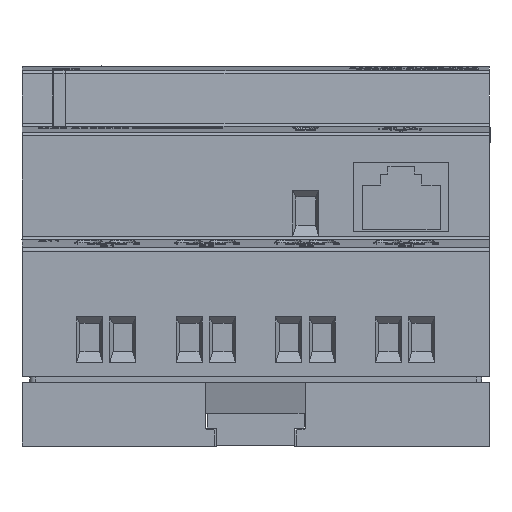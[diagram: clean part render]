
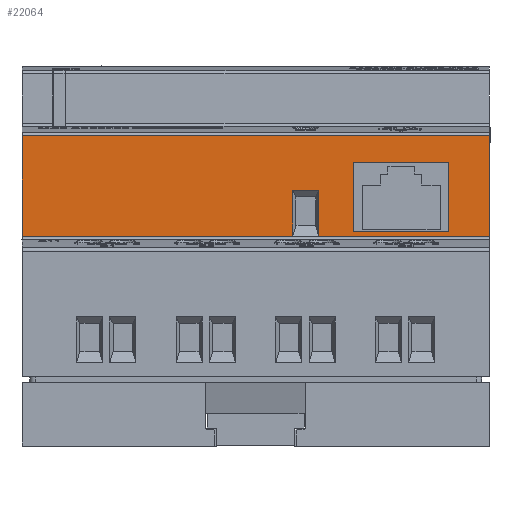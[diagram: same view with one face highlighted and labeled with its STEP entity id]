
A CAD part, front view. The second image highlights one B-rep face of the part: STEP entity #22064.
In plain terms, the highlighted face is planar.
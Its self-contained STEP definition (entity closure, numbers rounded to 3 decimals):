
#21728=FACE_BOUND('',#28707,.T.);
#21729=FACE_BOUND('',#28708,.T.);
#21730=FACE_BOUND('',#28709,.T.);
#22064=ADVANCED_FACE('',(#21728,#21729,#21730),#24562,.T.);
#24562=PLANE('',#61975);
#28707=EDGE_LOOP('',(#31848,#31849,#31850,#31851));
#28708=EDGE_LOOP('',(#31852,#31853,#31854,#31855));
#28709=EDGE_LOOP('',(#31856,#31857,#31858,#31859));
#31848=ORIENTED_EDGE('',*,*,#48358,.F.);
#31849=ORIENTED_EDGE('',*,*,#48359,.F.);
#31850=ORIENTED_EDGE('',*,*,#48360,.F.);
#31851=ORIENTED_EDGE('',*,*,#48361,.F.);
#31852=ORIENTED_EDGE('',*,*,#48362,.T.);
#31853=ORIENTED_EDGE('',*,*,#48363,.T.);
#31854=ORIENTED_EDGE('',*,*,#48364,.T.);
#31855=ORIENTED_EDGE('',*,*,#48365,.T.);
#31856=ORIENTED_EDGE('',*,*,#48366,.F.);
#31857=ORIENTED_EDGE('',*,*,#48357,.F.);
#31858=ORIENTED_EDGE('',*,*,#47968,.T.);
#31859=ORIENTED_EDGE('',*,*,#48367,.T.);
#43844=VERTEX_POINT('',#77136);
#43845=VERTEX_POINT('',#77138);
#44195=VERTEX_POINT('',#78336);
#44196=VERTEX_POINT('',#78340);
#44197=VERTEX_POINT('',#78341);
#44198=VERTEX_POINT('',#78343);
#44199=VERTEX_POINT('',#78345);
#44200=VERTEX_POINT('',#78348);
#44201=VERTEX_POINT('',#78349);
#44202=VERTEX_POINT('',#78351);
#44203=VERTEX_POINT('',#78353);
#44204=VERTEX_POINT('',#78356);
#47968=EDGE_CURVE('',#43845,#43844,#54175,.T.);
#48357=EDGE_CURVE('',#43845,#44195,#54440,.T.);
#48358=EDGE_CURVE('',#44196,#44197,#54441,.T.);
#48359=EDGE_CURVE('',#44198,#44196,#54442,.T.);
#48360=EDGE_CURVE('',#44199,#44198,#54443,.T.);
#48361=EDGE_CURVE('',#44197,#44199,#54444,.T.);
#48362=EDGE_CURVE('',#44200,#44201,#54445,.T.);
#48363=EDGE_CURVE('',#44201,#44202,#54446,.T.);
#48364=EDGE_CURVE('',#44202,#44203,#54447,.T.);
#48365=EDGE_CURVE('',#44203,#44200,#54448,.T.);
#48366=EDGE_CURVE('',#44195,#44204,#54449,.T.);
#48367=EDGE_CURVE('',#43844,#44204,#54450,.T.);
#54175=LINE('',#77137,#57828);
#54440=LINE('',#78337,#58093);
#54441=LINE('',#78339,#58094);
#54442=LINE('',#78342,#58095);
#54443=LINE('',#78344,#58096);
#54444=LINE('',#78346,#58097);
#54445=LINE('',#78347,#58098);
#54446=LINE('',#78350,#58099);
#54447=LINE('',#78352,#58100);
#54448=LINE('',#78354,#58101);
#54449=LINE('',#78355,#58102);
#54450=LINE('',#78357,#58103);
#57828=VECTOR('',#65631,1.);
#58093=VECTOR('',#66144,1.);
#58094=VECTOR('',#66147,1.);
#58095=VECTOR('',#66148,1.);
#58096=VECTOR('',#66149,1.);
#58097=VECTOR('',#66150,1.);
#58098=VECTOR('',#66151,1.);
#58099=VECTOR('',#66152,1.);
#58100=VECTOR('',#66153,1.);
#58101=VECTOR('',#66154,1.);
#58102=VECTOR('',#66155,1.);
#58103=VECTOR('',#66156,1.);
#61975=AXIS2_PLACEMENT_3D('',#78358,#66157,#66158);
#65631=DIRECTION('',(0.,-1.,0.));
#66144=DIRECTION('',(1.,0.,0.));
#66147=DIRECTION('',(0.,-1.,0.));
#66148=DIRECTION('',(-1.,0.,0.));
#66149=DIRECTION('',(0.,1.,0.));
#66150=DIRECTION('',(1.,0.,0.));
#66151=DIRECTION('',(-1.,0.,0.));
#66152=DIRECTION('',(0.,1.,0.));
#66153=DIRECTION('',(1.,0.,0.));
#66154=DIRECTION('',(0.,-1.,0.));
#66155=DIRECTION('',(0.,-1.,0.));
#66156=DIRECTION('',(1.,0.,0.));
#66157=DIRECTION('',(0.,0.,1.));
#66158=DIRECTION('',(0.,-1.,0.));
#77136=CARTESIAN_POINT('',(-35.75,27.05,34.));
#77137=CARTESIAN_POINT('',(-35.75,42.495,34.));
#77138=CARTESIAN_POINT('',(-35.75,42.495,34.));
#78336=CARTESIAN_POINT('',(35.75,42.495,34.));
#78337=CARTESIAN_POINT('',(-35.75,42.495,34.));
#78339=CARTESIAN_POINT('',(14.91,38.41,34.));
#78340=CARTESIAN_POINT('',(14.91,38.41,34.));
#78341=CARTESIAN_POINT('',(14.91,27.81,34.));
#78342=CARTESIAN_POINT('',(29.51,38.41,34.));
#78343=CARTESIAN_POINT('',(29.51,38.41,34.));
#78344=CARTESIAN_POINT('',(29.51,27.81,34.));
#78345=CARTESIAN_POINT('',(29.51,27.81,34.));
#78346=CARTESIAN_POINT('',(14.91,27.81,34.));
#78347=CARTESIAN_POINT('',(6.16,27.1,34.));
#78348=CARTESIAN_POINT('',(9.66,27.1,34.));
#78349=CARTESIAN_POINT('',(5.66,27.1,34.));
#78350=CARTESIAN_POINT('',(5.66,34.1,34.));
#78351=CARTESIAN_POINT('',(5.66,34.1,34.));
#78352=CARTESIAN_POINT('',(9.16,34.1,34.));
#78353=CARTESIAN_POINT('',(9.66,34.1,34.));
#78354=CARTESIAN_POINT('',(9.66,27.1,34.));
#78355=CARTESIAN_POINT('',(35.75,42.495,34.));
#78356=CARTESIAN_POINT('',(35.75,27.05,34.));
#78357=CARTESIAN_POINT('',(-35.75,27.05,34.));
#78358=CARTESIAN_POINT('',(-35.75,42.495,34.));
